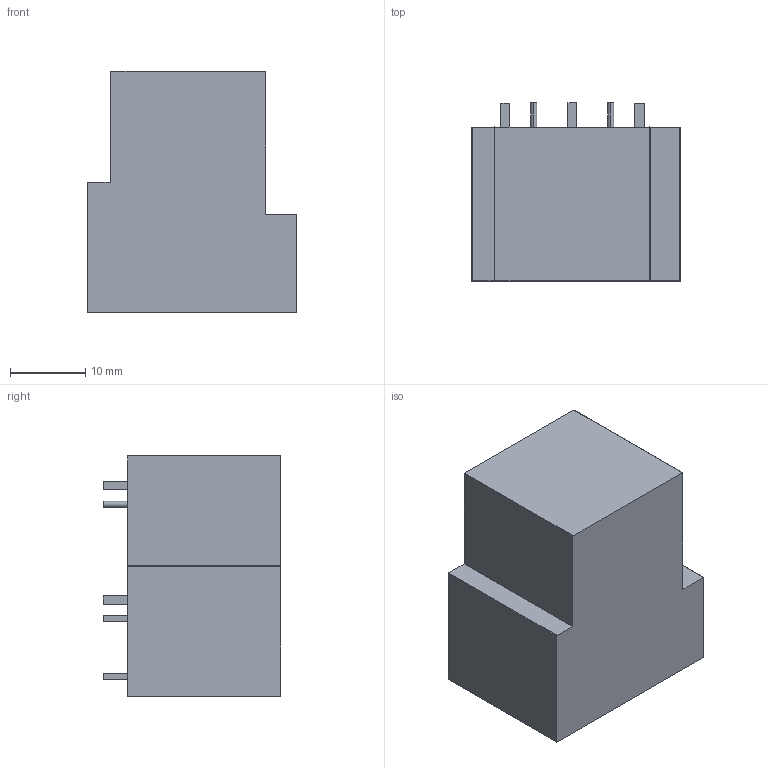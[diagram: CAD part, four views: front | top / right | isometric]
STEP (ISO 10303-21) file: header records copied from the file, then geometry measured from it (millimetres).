
FILE_DESCRIPTION (( 'STEP AP214' ), '1' );
FILE_NAME ('SLA-12VDC-SL-C.STEP', '2021-07-17T06:10:26', ( '' ), ( '' ), 'SwSTEP 2.0', 'SolidWorks 2018', '' );
FILE_SCHEMA (( 'AUTOMOTIVE_DESIGN' ));
Length unit declared in the file: millimetre
Products named in the file (1): SLA-12VDC-SL-C
Bounding box: 27.6 x 23.6 x 32 mm (x, y, z)
Volume: 15498.8 mm3; surface area: 4048.5 mm2
Topology: 7 solids, 7 shells, 107 faces, 258 edges, 172 vertices
Faces by surface type: plane 71, cylinder 36
Entity records: 3971 total; most frequent: DIRECTION 546, CARTESIAN_POINT 538, ORIENTED_EDGE 516, EDGE_CURVE 258, LINE 186, VECTOR 186, AXIS2_PLACEMENT_3D 180, VERTEX_POINT 172
